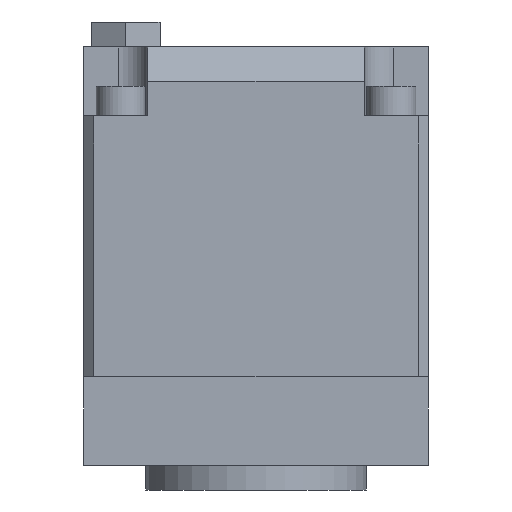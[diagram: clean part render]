
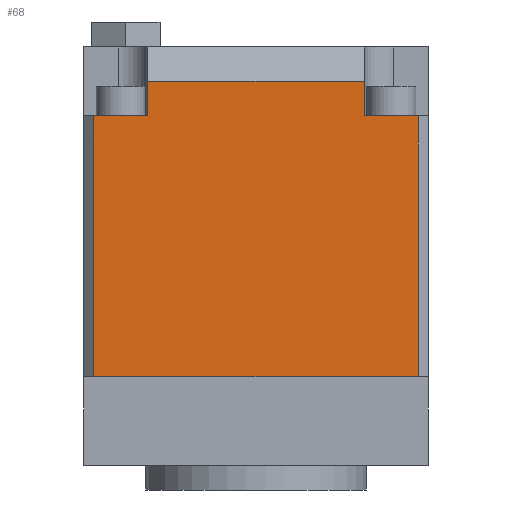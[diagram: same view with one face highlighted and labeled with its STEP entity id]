
A CAD part, left-side view. The second image highlights one B-rep face of the part: STEP entity #68.
In plain terms, the highlighted planar face has unit normal (-1, 0, 0).
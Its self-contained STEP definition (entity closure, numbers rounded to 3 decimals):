
#68=ADVANCED_FACE('',(#148),#112,.F.);
#112=PLANE('',#857);
#148=FACE_OUTER_BOUND('',#191,.T.);
#191=EDGE_LOOP('',(#278,#279,#280,#281,#282,#283,#284,#285));
#278=ORIENTED_EDGE('',*,*,#575,.T.);
#279=ORIENTED_EDGE('',*,*,#563,.T.);
#280=ORIENTED_EDGE('',*,*,#576,.T.);
#281=ORIENTED_EDGE('',*,*,#577,.F.);
#282=ORIENTED_EDGE('',*,*,#578,.T.);
#283=ORIENTED_EDGE('',*,*,#568,.T.);
#284=ORIENTED_EDGE('',*,*,#579,.T.);
#285=ORIENTED_EDGE('',*,*,#580,.T.);
#486=VERTEX_POINT('',#1176);
#487=VERTEX_POINT('',#1178);
#491=VERTEX_POINT('',#1188);
#492=VERTEX_POINT('',#1189);
#498=VERTEX_POINT('',#1203);
#499=VERTEX_POINT('',#1205);
#500=VERTEX_POINT('',#1207);
#501=VERTEX_POINT('',#1210);
#563=EDGE_CURVE('',#487,#486,#672,.T.);
#568=EDGE_CURVE('',#491,#492,#675,.T.);
#575=EDGE_CURVE('',#498,#487,#680,.T.);
#576=EDGE_CURVE('',#486,#499,#681,.T.);
#577=EDGE_CURVE('',#500,#499,#682,.T.);
#578=EDGE_CURVE('',#500,#491,#683,.T.);
#579=EDGE_CURVE('',#492,#501,#684,.T.);
#580=EDGE_CURVE('',#501,#498,#685,.T.);
#672=LINE('',#1177,#773);
#675=LINE('',#1187,#776);
#680=LINE('',#1202,#781);
#681=LINE('',#1204,#782);
#682=LINE('',#1206,#783);
#683=LINE('',#1208,#784);
#684=LINE('',#1209,#785);
#685=LINE('',#1211,#786);
#773=VECTOR('',#941,1.);
#776=VECTOR('',#950,1.);
#781=VECTOR('',#961,1.);
#782=VECTOR('',#962,1.);
#783=VECTOR('',#963,1.);
#784=VECTOR('',#964,1.);
#785=VECTOR('',#965,1.);
#786=VECTOR('',#966,1.);
#857=AXIS2_PLACEMENT_3D('',#1212,#967,#968);
#941=DIRECTION('',(0.,1.,0.));
#950=DIRECTION('',(0.,1.,0.));
#961=DIRECTION('',(0.,0.,-1.));
#962=DIRECTION('',(0.,0.,-1.));
#963=DIRECTION('',(0.,1.,0.));
#964=DIRECTION('',(0.,0.,1.));
#965=DIRECTION('',(0.,0.,1.));
#966=DIRECTION('',(0.,1.,0.));
#967=DIRECTION('',(1.,0.,0.));
#968=DIRECTION('',(0.,0.,1.));
#1176=CARTESIAN_POINT('',(-33.,33.,71.));
#1177=CARTESIAN_POINT('',(-33.,-37.,71.));
#1178=CARTESIAN_POINT('',(-33.,22.,71.));
#1187=CARTESIAN_POINT('',(-33.,-37.,71.));
#1188=CARTESIAN_POINT('',(-33.,-33.,71.));
#1189=CARTESIAN_POINT('',(-33.,-22.,71.));
#1202=CARTESIAN_POINT('',(-33.,22.,88.));
#1203=CARTESIAN_POINT('',(-33.,22.,78.));
#1204=CARTESIAN_POINT('',(-33.,33.,88.));
#1205=CARTESIAN_POINT('',(-33.,33.,18.));
#1206=CARTESIAN_POINT('',(-33.,-37.,18.));
#1207=CARTESIAN_POINT('',(-33.,-33.,18.));
#1208=CARTESIAN_POINT('',(-33.,-33.,71.));
#1209=CARTESIAN_POINT('',(-33.,-22.,88.));
#1210=CARTESIAN_POINT('',(-33.,-22.,78.));
#1211=CARTESIAN_POINT('',(-33.,22.,78.));
#1212=CARTESIAN_POINT('',(-33.,-37.,88.));
